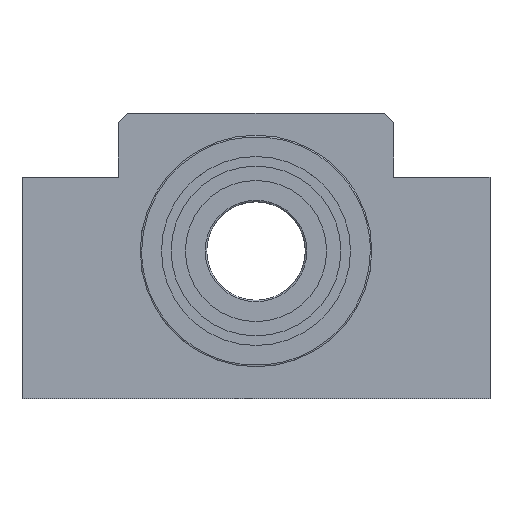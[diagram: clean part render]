
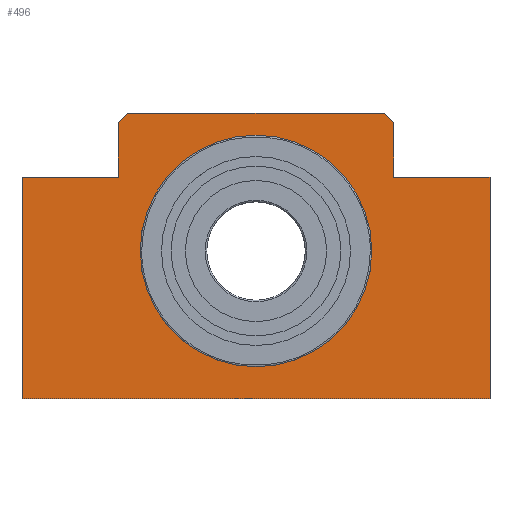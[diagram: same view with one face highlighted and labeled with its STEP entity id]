
A CAD part, top view. The second image highlights one B-rep face of the part: STEP entity #496.
In plain terms, the highlighted planar face has unit normal (0, 0, 1).
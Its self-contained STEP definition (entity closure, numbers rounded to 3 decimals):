
#9 = EDGE_CURVE ( 'NONE', #1015, #2019, #167, .T. ) ;
#38 = EDGE_CURVE ( 'NONE', #1887, #1824, #1576, .T. ) ;
#41 = VERTEX_POINT ( 'NONE', #715 ) ;
#42 = DIRECTION ( 'NONE',  ( 0., 0., -1. ) ) ;
#48 = DIRECTION ( 'NONE',  ( -1., 0., 0. ) ) ;
#58 = PLANE ( 'NONE',  #535 ) ;
#122 = EDGE_LOOP ( 'NONE', ( #1533, #1720, #1802, #1741, #2068, #1521, #1602, #336, #1941, #1367 ) ) ;
#164 = VECTOR ( 'NONE', #371, 1000. ) ;
#167 = LINE ( 'NONE', #2066, #1527 ) ;
#191 = VECTOR ( 'NONE', #1094, 1000. ) ;
#192 = DIRECTION ( 'NONE',  ( 0., -1., 0. ) ) ;
#193 = DIRECTION ( 'NONE',  ( -1., 0., 0. ) ) ;
#198 = CARTESIAN_POINT ( 'NONE',  ( -28., 0., 0. ) ) ;
#229 = VECTOR ( 'NONE', #452, 1000. ) ;
#233 = CARTESIAN_POINT ( 'NONE',  ( -47.5, -30., 0. ) ) ;
#235 = EDGE_CURVE ( 'NONE', #1138, #903, #621, .T. ) ;
#253 = CARTESIAN_POINT ( 'NONE',  ( 0., 0., 0. ) ) ;
#260 = CARTESIAN_POINT ( 'NONE',  ( 47.5, 15., 0. ) ) ;
#307 = ORIENTED_EDGE ( 'NONE', *, *, #1486, .T. ) ;
#336 = ORIENTED_EDGE ( 'NONE', *, *, #1641, .T. ) ;
#347 = EDGE_CURVE ( 'NONE', #1824, #1015, #487, .T. ) ;
#371 = DIRECTION ( 'NONE',  ( -1., 0., 0. ) ) ;
#406 = CARTESIAN_POINT ( 'NONE',  ( -47.5, 0., 0. ) ) ;
#407 = DIRECTION ( 'NONE',  ( 0., 0., -1. ) ) ;
#413 = LINE ( 'NONE', #198, #1816 ) ;
#420 = FACE_BOUND ( 'NONE', #1843, .T. ) ;
#440 = VERTEX_POINT ( 'NONE', #1845 ) ;
#452 = DIRECTION ( 'NONE',  ( 1., 0., 0. ) ) ;
#487 = LINE ( 'NONE', #260, #1662 ) ;
#496 = ADVANCED_FACE ( 'NONE', ( #2049, #420 ), #58, .T. ) ;
#520 = VECTOR ( 'NONE', #192, 1000. ) ;
#535 = AXIS2_PLACEMENT_3D ( 'NONE', #1089, #878, #666 ) ;
#558 = VECTOR ( 'NONE', #1151, 1000. ) ;
#578 = VERTEX_POINT ( 'NONE', #1373 ) ;
#585 = CARTESIAN_POINT ( 'NONE',  ( -28., 15., 0. ) ) ;
#593 = CARTESIAN_POINT ( 'NONE',  ( 28., 26., 0. ) ) ;
#621 = LINE ( 'NONE', #406, #520 ) ;
#622 = CARTESIAN_POINT ( 'NONE',  ( 0., 0., 0. ) ) ;
#666 = DIRECTION ( 'NONE',  ( 1., 0., 0. ) ) ;
#676 = CARTESIAN_POINT ( 'NONE',  ( 0., -30., 0. ) ) ;
#686 = CARTESIAN_POINT ( 'NONE',  ( 28., 15., 0. ) ) ;
#715 = CARTESIAN_POINT ( 'NONE',  ( -26., 28., 0. ) ) ;
#790 = VERTEX_POINT ( 'NONE', #1459 ) ;
#804 = LINE ( 'NONE', #585, #164 ) ;
#878 = DIRECTION ( 'NONE',  ( 0., 0., 1. ) ) ;
#879 = DIRECTION ( 'NONE',  ( -0.707, -0.707, 0. ) ) ;
#886 = LINE ( 'NONE', #676, #229 ) ;
#890 = EDGE_CURVE ( 'NONE', #903, #1887, #886, .T. ) ;
#903 = VERTEX_POINT ( 'NONE', #233 ) ;
#993 = EDGE_CURVE ( 'NONE', #1601, #41, #1988, .T. ) ;
#1015 = VERTEX_POINT ( 'NONE', #686 ) ;
#1029 = AXIS2_PLACEMENT_3D ( 'NONE', #622, #407, #193 ) ;
#1089 = CARTESIAN_POINT ( 'NONE',  ( 0., 0., 0. ) ) ;
#1090 = CARTESIAN_POINT ( 'NONE',  ( -26., 28., 0. ) ) ;
#1094 = DIRECTION ( 'NONE',  ( -0.707, 0.707, 0. ) ) ;
#1097 = EDGE_CURVE ( 'NONE', #578, #440, #413, .T. ) ;
#1123 = CIRCLE ( 'NONE', #1029, 23.5 ) ;
#1138 = VERTEX_POINT ( 'NONE', #1534 ) ;
#1144 = EDGE_CURVE ( 'NONE', #2019, #1601, #1740, .T. ) ;
#1151 = DIRECTION ( 'NONE',  ( 0., 1., 0. ) ) ;
#1175 = CARTESIAN_POINT ( 'NONE',  ( 26., 28., 0. ) ) ;
#1315 = LINE ( 'NONE', #1090, #1413 ) ;
#1320 = CARTESIAN_POINT ( 'NONE',  ( 28., 26., 0. ) ) ;
#1327 = VECTOR ( 'NONE', #1548, 1000. ) ;
#1364 = CARTESIAN_POINT ( 'NONE',  ( 47.5, 0., 0. ) ) ;
#1367 = ORIENTED_EDGE ( 'NONE', *, *, #890, .T. ) ;
#1373 = CARTESIAN_POINT ( 'NONE',  ( -28., 26., 0. ) ) ;
#1409 = EDGE_CURVE ( 'NONE', #790, #1861, #1606, .T. ) ;
#1413 = VECTOR ( 'NONE', #879, 1000. ) ;
#1459 = CARTESIAN_POINT ( 'NONE',  ( 23.5, 0., 0. ) ) ;
#1486 = EDGE_CURVE ( 'NONE', #1861, #790, #1123, .T. ) ;
#1521 = ORIENTED_EDGE ( 'NONE', *, *, #1849, .T. ) ;
#1527 = VECTOR ( 'NONE', #1847, 1000. ) ;
#1529 = CARTESIAN_POINT ( 'NONE',  ( 47.5, 15., 0. ) ) ;
#1533 = ORIENTED_EDGE ( 'NONE', *, *, #38, .T. ) ;
#1534 = CARTESIAN_POINT ( 'NONE',  ( -47.5, 15., 0. ) ) ;
#1548 = DIRECTION ( 'NONE',  ( -1., 0., 0. ) ) ;
#1576 = LINE ( 'NONE', #1364, #558 ) ;
#1601 = VERTEX_POINT ( 'NONE', #1175 ) ;
#1602 = ORIENTED_EDGE ( 'NONE', *, *, #1097, .T. ) ;
#1606 = CIRCLE ( 'NONE', #1830, 23.5 ) ;
#1641 = EDGE_CURVE ( 'NONE', #440, #1138, #804, .T. ) ;
#1662 = VECTOR ( 'NONE', #48, 1000. ) ;
#1720 = ORIENTED_EDGE ( 'NONE', *, *, #347, .T. ) ;
#1740 = LINE ( 'NONE', #1320, #191 ) ;
#1741 = ORIENTED_EDGE ( 'NONE', *, *, #1144, .T. ) ;
#1755 = CARTESIAN_POINT ( 'NONE',  ( 0., 28., 0. ) ) ;
#1802 = ORIENTED_EDGE ( 'NONE', *, *, #9, .T. ) ;
#1816 = VECTOR ( 'NONE', #2097, 1000. ) ;
#1824 = VERTEX_POINT ( 'NONE', #1529 ) ;
#1830 = AXIS2_PLACEMENT_3D ( 'NONE', #253, #42, #1940 ) ;
#1843 = EDGE_LOOP ( 'NONE', ( #307, #1953 ) ) ;
#1845 = CARTESIAN_POINT ( 'NONE',  ( -28., 15., 0. ) ) ;
#1847 = DIRECTION ( 'NONE',  ( 0., 1., 0. ) ) ;
#1849 = EDGE_CURVE ( 'NONE', #41, #578, #1315, .T. ) ;
#1861 = VERTEX_POINT ( 'NONE', #1903 ) ;
#1887 = VERTEX_POINT ( 'NONE', #2052 ) ;
#1903 = CARTESIAN_POINT ( 'NONE',  ( -23.5, 0., 0. ) ) ;
#1940 = DIRECTION ( 'NONE',  ( -1., 0., 0. ) ) ;
#1941 = ORIENTED_EDGE ( 'NONE', *, *, #235, .T. ) ;
#1953 = ORIENTED_EDGE ( 'NONE', *, *, #1409, .T. ) ;
#1988 = LINE ( 'NONE', #1755, #1327 ) ;
#2019 = VERTEX_POINT ( 'NONE', #593 ) ;
#2049 = FACE_OUTER_BOUND ( 'NONE', #122, .T. ) ;
#2052 = CARTESIAN_POINT ( 'NONE',  ( 47.5, -30., 0. ) ) ;
#2066 = CARTESIAN_POINT ( 'NONE',  ( 28., 0., 0. ) ) ;
#2068 = ORIENTED_EDGE ( 'NONE', *, *, #993, .T. ) ;
#2097 = DIRECTION ( 'NONE',  ( 0., -1., 0. ) ) ;
